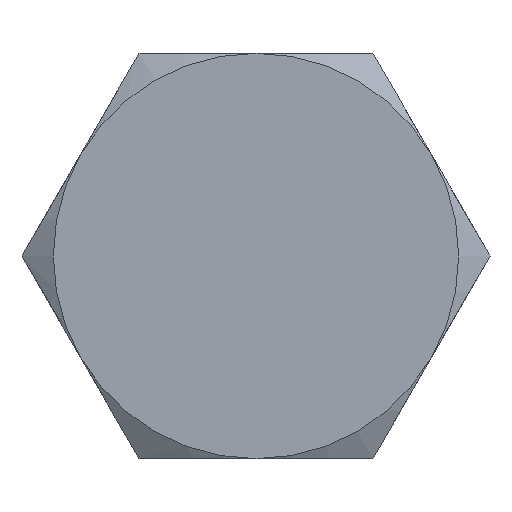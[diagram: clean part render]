
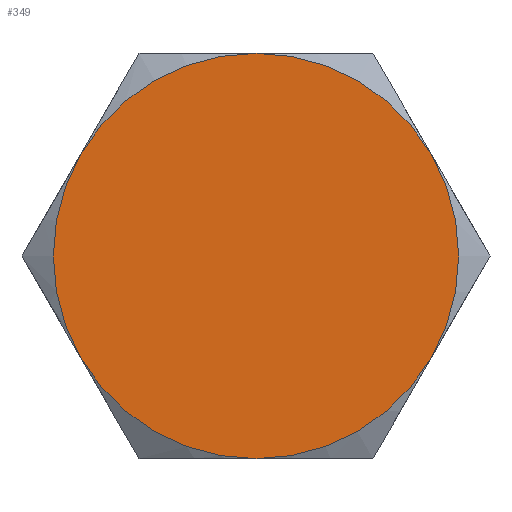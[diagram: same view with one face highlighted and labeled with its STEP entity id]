
A CAD part, left-side view. The second image highlights one B-rep face of the part: STEP entity #349.
In plain terms, the highlighted planar face has unit normal (-1, 0, 0).
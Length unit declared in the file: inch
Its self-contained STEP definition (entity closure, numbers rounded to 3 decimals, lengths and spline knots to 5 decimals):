
#73=PLANE('',#387);
#106=FACE_OUTER_BOUND('',#136,.T.);
#136=EDGE_LOOP('',(#276,#277,#278,#279,#280,#281));
#160=CIRCLE('',#388,0.281);
#161=CIRCLE('',#389,0.281);
#162=CIRCLE('',#390,0.281);
#163=CIRCLE('',#391,0.281);
#164=CIRCLE('',#392,0.281);
#165=CIRCLE('',#393,0.281);
#183=VERTEX_POINT('',#564);
#184=VERTEX_POINT('',#565);
#185=VERTEX_POINT('',#567);
#186=VERTEX_POINT('',#569);
#187=VERTEX_POINT('',#571);
#188=VERTEX_POINT('',#573);
#218=EDGE_CURVE('',#183,#184,#160,.T.);
#219=EDGE_CURVE('',#185,#183,#161,.T.);
#220=EDGE_CURVE('',#186,#185,#162,.T.);
#221=EDGE_CURVE('',#187,#186,#163,.T.);
#222=EDGE_CURVE('',#187,#188,#164,.T.);
#223=EDGE_CURVE('',#184,#188,#165,.T.);
#276=ORIENTED_EDGE('',*,*,#218,.F.);
#277=ORIENTED_EDGE('',*,*,#219,.F.);
#278=ORIENTED_EDGE('',*,*,#220,.F.);
#279=ORIENTED_EDGE('',*,*,#221,.F.);
#280=ORIENTED_EDGE('',*,*,#222,.T.);
#281=ORIENTED_EDGE('',*,*,#223,.F.);
#349=ADVANCED_FACE('',(#106),#73,.F.);
#387=AXIS2_PLACEMENT_3D('',#563,#466,#467);
#388=AXIS2_PLACEMENT_3D('',#566,#468,#469);
#389=AXIS2_PLACEMENT_3D('',#568,#470,#471);
#390=AXIS2_PLACEMENT_3D('',#570,#472,#473);
#391=AXIS2_PLACEMENT_3D('',#572,#474,#475);
#392=AXIS2_PLACEMENT_3D('',#574,#476,#477);
#393=AXIS2_PLACEMENT_3D('',#575,#478,#479);
#466=DIRECTION('center_axis',(1.,0.,0.));
#467=DIRECTION('ref_axis',(0.,0.,-1.));
#468=DIRECTION('center_axis',(1.,0.,0.));
#469=DIRECTION('ref_axis',(0.,0.,-1.));
#470=DIRECTION('center_axis',(1.,0.,0.));
#471=DIRECTION('ref_axis',(0.,0.,-1.));
#472=DIRECTION('center_axis',(1.,0.,0.));
#473=DIRECTION('ref_axis',(0.,0.,-1.));
#474=DIRECTION('center_axis',(1.,0.,0.));
#475=DIRECTION('ref_axis',(0.,0.,-1.));
#476=DIRECTION('center_axis',(-1.,0.,0.));
#477=DIRECTION('ref_axis',(0.,0.,1.));
#478=DIRECTION('center_axis',(1.,0.,0.));
#479=DIRECTION('ref_axis',(0.,0.,-1.));
#563=CARTESIAN_POINT('Origin',(0.,0.32447,0.));
#564=CARTESIAN_POINT('',(0.,0.,-0.281));
#565=CARTESIAN_POINT('',(0.,0.24335,-0.1405));
#566=CARTESIAN_POINT('Origin',(0.,0.,0.));
#567=CARTESIAN_POINT('',(0.,-0.24335,-0.1405));
#568=CARTESIAN_POINT('Origin',(0.,0.,0.));
#569=CARTESIAN_POINT('',(0.,-0.24335,0.1405));
#570=CARTESIAN_POINT('Origin',(0.,0.,0.));
#571=CARTESIAN_POINT('',(0.,0.,0.281));
#572=CARTESIAN_POINT('Origin',(0.,0.,0.));
#573=CARTESIAN_POINT('',(0.,0.24335,0.1405));
#574=CARTESIAN_POINT('Origin',(0.,0.,0.));
#575=CARTESIAN_POINT('Origin',(0.,0.,0.));
